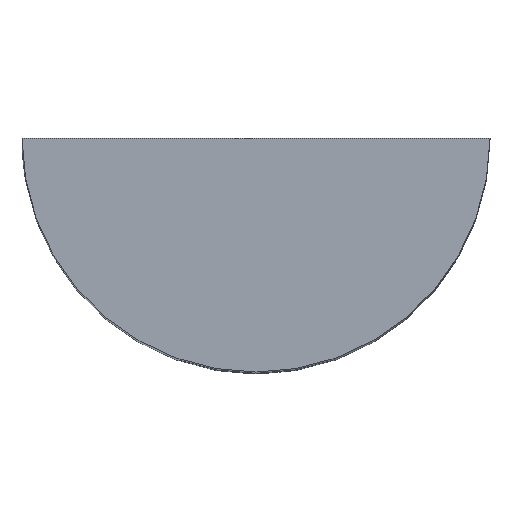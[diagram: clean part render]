
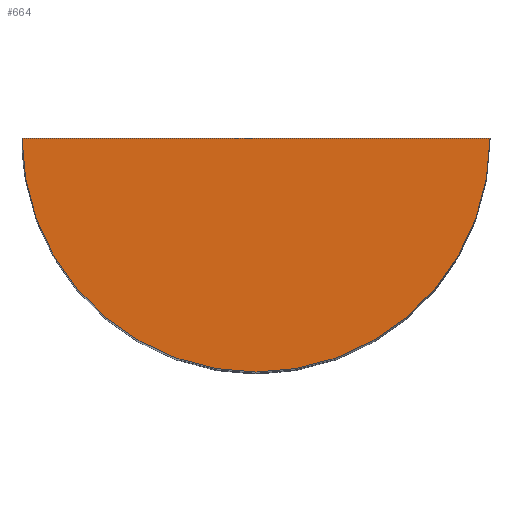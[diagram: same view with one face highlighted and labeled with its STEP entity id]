
A CAD part, top view. The second image highlights one B-rep face of the part: STEP entity #664.
In plain terms, the highlighted planar face has unit normal (0, 0, 1).
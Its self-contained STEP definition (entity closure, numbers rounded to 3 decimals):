
#5 = FACE_OUTER_BOUND ( 'NONE', #1635, .T. ) ;
#40 = PLANE ( 'NONE',  #797 ) ;
#170 = EDGE_CURVE ( 'NONE', #577, #505, #1638, .T. ) ;
#282 = EDGE_CURVE ( 'NONE', #505, #577, #1817, .T. ) ;
#407 = CARTESIAN_POINT ( 'NONE',  ( -15., 0., 35. ) ) ;
#505 = VERTEX_POINT ( 'NONE', #1836 ) ;
#577 = VERTEX_POINT ( 'NONE', #407 ) ;
#580 = ORIENTED_EDGE ( 'NONE', *, *, #282, .T. ) ;
#664 = ADVANCED_FACE ( 'NONE', ( #5 ), #40, .T. ) ;
#797 = AXIS2_PLACEMENT_3D ( 'NONE', #1110, #1215, #2279 ) ;
#1049 = CARTESIAN_POINT ( 'NONE',  ( 0., 0., 35. ) ) ;
#1110 = CARTESIAN_POINT ( 'NONE',  ( 0., 0., 35. ) ) ;
#1200 = CARTESIAN_POINT ( 'NONE',  ( -15., 0., 35. ) ) ;
#1215 = DIRECTION ( 'NONE',  ( 0., 0., 1. ) ) ;
#1635 = EDGE_LOOP ( 'NONE', ( #1991, #580 ) ) ;
#1638 = CIRCLE ( 'NONE', #2269, 15. ) ;
#1817 = LINE ( 'NONE', #1200, #2107 ) ;
#1836 = CARTESIAN_POINT ( 'NONE',  ( 15., 0., 35. ) ) ;
#1922 = DIRECTION ( 'NONE',  ( 1., 0., 0. ) ) ;
#1991 = ORIENTED_EDGE ( 'NONE', *, *, #170, .T. ) ;
#2100 = DIRECTION ( 'NONE',  ( 0., 0., 1. ) ) ;
#2107 = VECTOR ( 'NONE', #2263, 1000. ) ;
#2263 = DIRECTION ( 'NONE',  ( -1., 0., 0. ) ) ;
#2269 = AXIS2_PLACEMENT_3D ( 'NONE', #1049, #2100, #1922 ) ;
#2279 = DIRECTION ( 'NONE',  ( 1., 0., 0. ) ) ;
